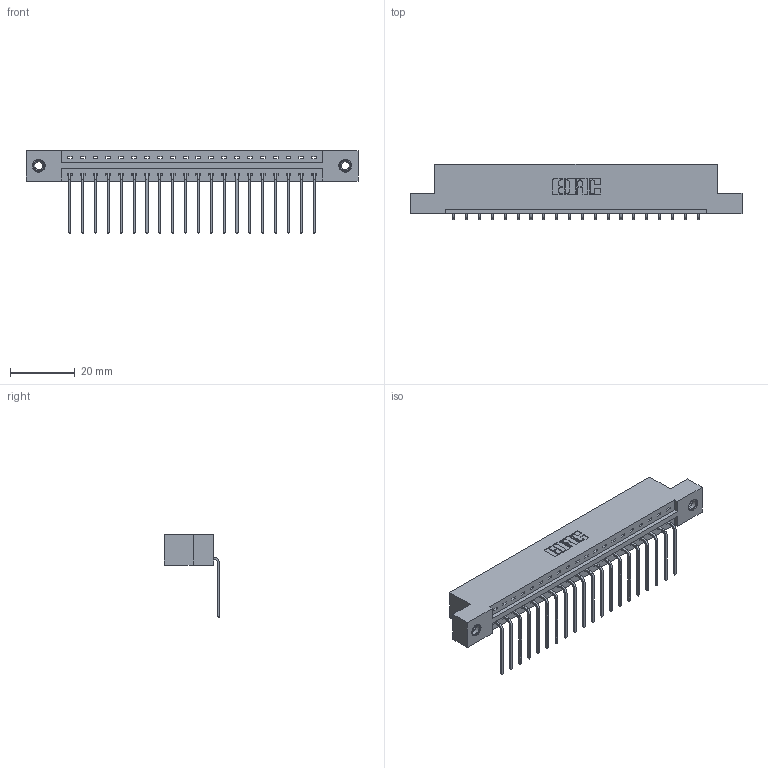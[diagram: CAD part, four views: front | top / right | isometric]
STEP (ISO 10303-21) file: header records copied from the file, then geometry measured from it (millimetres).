
FILE_DESCRIPTION (( 'STEP AP203' ), '1' );
FILE_NAME ('337-020-559-107.STEP', '2018-08-05T10:32:37', ( '' ), ( '' ), 'SwSTEP 2.0', 'SolidWorks 2016', '' );
FILE_SCHEMA (( 'CONFIG_CONTROL_DESIGN' ));
Length unit declared in the file: inch
Products named in the file (4): 345-250-001_345-250-005-103; 337-020-559-107; 337 Part_Flush Mounting Lugs - 0.156 Dia-TI; 345-292-001_558 559 Tail - 1
Assembly tree (23 placements, depth 2):
  337-020-559-107
    337 Part_Flush Mounting Lugs - 0.156 Dia-TI
    345-292-001_558 559 Tail - 1  x20
    345-250-001_345-250-005-103  x2
Bounding box: 102.26 x 17.09 x 25.53 mm (x, y, z)
Volume: 10406.1 mm3; surface area: 11081.5 mm2
Topology: 23 solids, 23 shells, 1454 faces, 4327 edges, 2850 vertices
Faces by surface type: plane 1062, cylinder 376, cone 12, torus 4
Entity records: 18982 total; most frequent: CARTESIAN_POINT 3285, ORIENTED_EDGE 3234, DIRECTION 2843, EDGE_CURVE 1617, VECTOR 1469, LINE 1469, VERTEX_POINT 1072, AXIS2_PLACEMENT_3D 687
